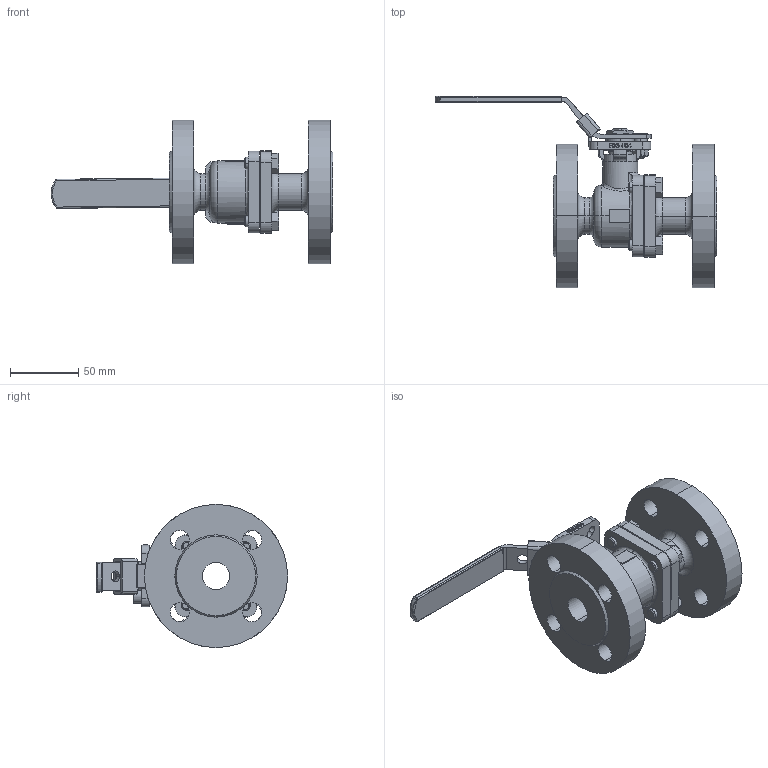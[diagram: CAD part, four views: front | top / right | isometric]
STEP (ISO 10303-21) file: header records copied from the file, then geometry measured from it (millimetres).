
FILE_DESCRIPTION (( 'STEP AP203' ), '1' );
FILE_NAME ('L62020²Õ¦X¥ó.STEP', '2016-11-08T07:23:09', ( '' ), ( '' ), 'SwSTEP 2.0', 'SolidWorks 2012', '' );
FILE_SCHEMA (( 'CONFIG_CONTROL_DESIGN' ));
Length unit declared in the file: millimetre
Products named in the file (20): OR03; SN02; SS03; PV18; HE31; TW05; SX29; G106; SX03; SM148; PS01; MP35; SP08; ST83; HN31; BL62020; BP151; AL62020; BL19; L62020組合件
Assembly tree (25 placements, depth 2):
  L62020組合件
    BL19
    AL62020
    BP151
    BL62020
    HN31  x4
    ST83  x2
    SP08
    MP35
    PS01
    SM148
    SX03  x2
    G106  x2
    SX29
    TW05
    HE31
    PV18
    SS03
    SN02
    OR03
Bounding box: 206.69 x 140.21 x 105 mm (x, y, z)
Volume: 387394.6 mm3; surface area: 128203.3 mm2
Topology: 26 solids, 26 shells, 908 faces, 2238 edges, 1405 vertices
Faces by surface type: plane 356, cylinder 273, bspline 117, cone 108, torus 40, sphere 14
Entity records: 34480 total; most frequent: CARTESIAN_POINT 13349, ORIENTED_EDGE 4052, DIRECTION 3700, EDGE_CURVE 2026, AXIS2_PLACEMENT_3D 1350, VERTEX_POINT 1281, VECTOR 1000, LINE 1000
